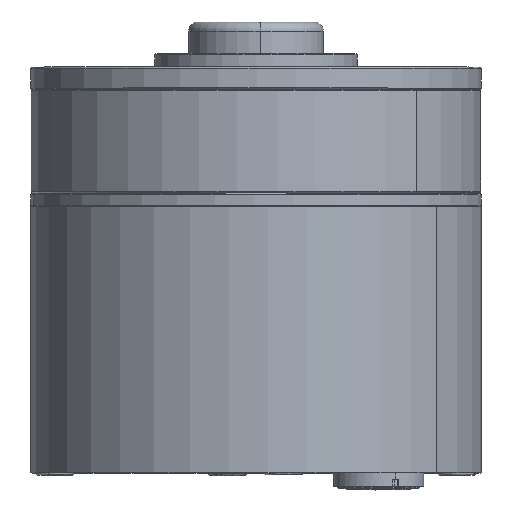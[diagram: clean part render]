
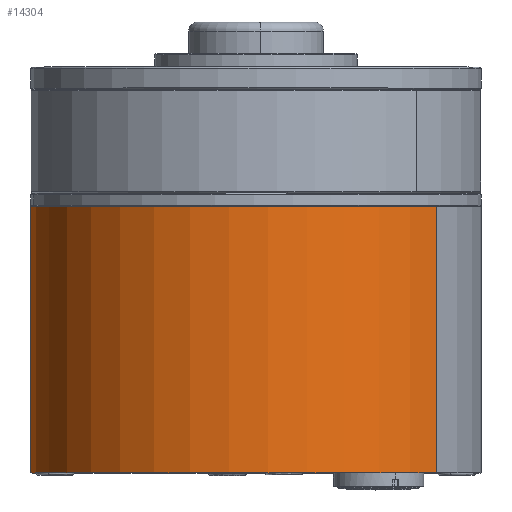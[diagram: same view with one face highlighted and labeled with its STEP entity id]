
A CAD part, top view. The second image highlights one B-rep face of the part: STEP entity #14304.
In plain terms, the highlighted cylindrical face has radius 50 mm (diameter 100 mm), a partial arc.
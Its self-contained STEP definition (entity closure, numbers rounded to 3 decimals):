
#391 = EDGE_CURVE ( 'NONE', #8809, #2481, #3346, .T. ) ;
#455 = VECTOR ( 'NONE', #11237, 1000. ) ;
#536 = ORIENTED_EDGE ( 'NONE', *, *, #2931, .F. ) ;
#1442 = CYLINDRICAL_SURFACE ( 'NONE', #8224, 50. ) ;
#2388 = DIRECTION ( 'NONE',  ( 0., 0., -1. ) ) ;
#2481 = VERTEX_POINT ( 'NONE', #3582 ) ;
#2541 = CARTESIAN_POINT ( 'NONE',  ( 0., 0., 59. ) ) ;
#2664 = DIRECTION ( 'NONE',  ( 0., 0., -1. ) ) ;
#2666 = CIRCLE ( 'NONE', #8631, 50. ) ;
#2719 = DIRECTION ( 'NONE',  ( 0., 0., 1. ) ) ;
#2931 = EDGE_CURVE ( 'NONE', #8809, #8366, #15695, .T. ) ;
#3185 = FACE_OUTER_BOUND ( 'NONE', #6082, .T. ) ;
#3266 = CARTESIAN_POINT ( 'NONE',  ( -50., 0., 0. ) ) ;
#3346 = LINE ( 'NONE', #12096, #455 ) ;
#3582 = CARTESIAN_POINT ( 'NONE',  ( 50., 0., 0. ) ) ;
#3767 = LINE ( 'NONE', #12243, #5632 ) ;
#4588 = CARTESIAN_POINT ( 'NONE',  ( -50., 0., 59. ) ) ;
#4709 = VERTEX_POINT ( 'NONE', #3266 ) ;
#5345 = ORIENTED_EDGE ( 'NONE', *, *, #391, .T. ) ;
#5600 = DIRECTION ( 'NONE',  ( 0., 0., 1. ) ) ;
#5632 = VECTOR ( 'NONE', #2664, 1000. ) ;
#6041 = ORIENTED_EDGE ( 'NONE', *, *, #12925, .T. ) ;
#6082 = EDGE_LOOP ( 'NONE', ( #536, #5345, #6041, #14109 ) ) ;
#7103 = AXIS2_PLACEMENT_3D ( 'NONE', #10643, #5600, #11789 ) ;
#8224 = AXIS2_PLACEMENT_3D ( 'NONE', #2541, #2388, #8657 ) ;
#8366 = VERTEX_POINT ( 'NONE', #4588 ) ;
#8631 = AXIS2_PLACEMENT_3D ( 'NONE', #8786, #2719, #11086 ) ;
#8657 = DIRECTION ( 'NONE',  ( -1., 0., 0. ) ) ;
#8786 = CARTESIAN_POINT ( 'NONE',  ( 0., 0., 0. ) ) ;
#8809 = VERTEX_POINT ( 'NONE', #12644 ) ;
#9615 = EDGE_CURVE ( 'NONE', #8366, #4709, #3767, .T. ) ;
#10643 = CARTESIAN_POINT ( 'NONE',  ( 0., 0., 59. ) ) ;
#11086 = DIRECTION ( 'NONE',  ( 1., 0., 0. ) ) ;
#11237 = DIRECTION ( 'NONE',  ( 0., 0., -1. ) ) ;
#11789 = DIRECTION ( 'NONE',  ( 1., 0., 0. ) ) ;
#12096 = CARTESIAN_POINT ( 'NONE',  ( 50., 0., 59. ) ) ;
#12243 = CARTESIAN_POINT ( 'NONE',  ( -50., 0., 59. ) ) ;
#12644 = CARTESIAN_POINT ( 'NONE',  ( 50., 0., 59. ) ) ;
#12925 = EDGE_CURVE ( 'NONE', #2481, #4709, #2666, .T. ) ;
#14109 = ORIENTED_EDGE ( 'NONE', *, *, #9615, .F. ) ;
#14304 = ADVANCED_FACE ( 'NONE', ( #3185 ), #1442, .T. ) ;
#15695 = CIRCLE ( 'NONE', #7103, 50. ) ;
